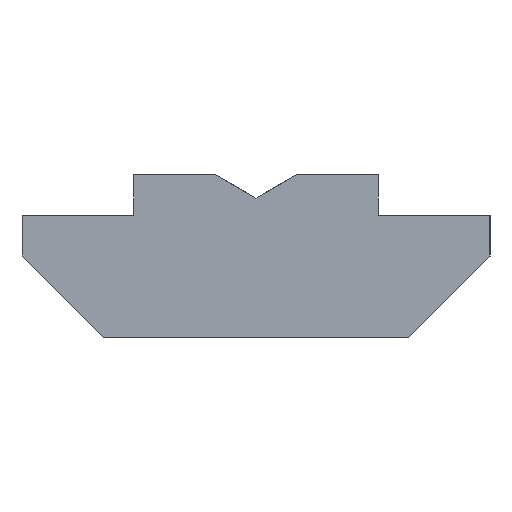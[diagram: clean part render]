
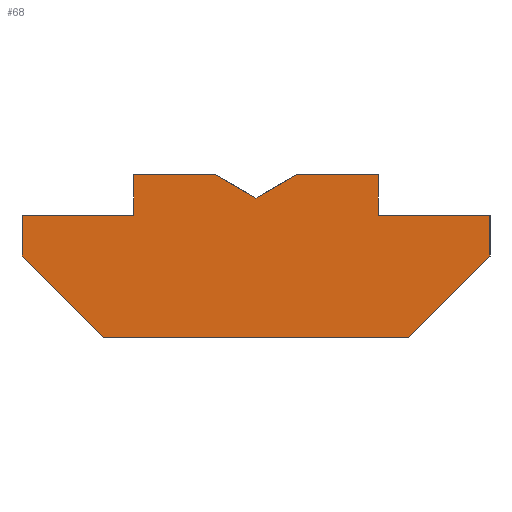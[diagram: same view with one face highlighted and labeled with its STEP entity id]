
A CAD part, left-side view. The second image highlights one B-rep face of the part: STEP entity #68.
In plain terms, the highlighted planar face has unit normal (-1, 0, 0).
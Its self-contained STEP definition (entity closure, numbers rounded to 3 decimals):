
#68=ADVANCED_FACE('',(#151),#152,.F.);
#151=FACE_OUTER_BOUND('',#247,.T.);
#152=PLANE('',#248);
#247=EDGE_LOOP('',(#375,#376,#377,#378,#379,#380,#381,#382,#383,#384,#385,#386,#387));
#248=AXIS2_PLACEMENT_3D('',#388,#389,#390);
#375=ORIENTED_EDGE('',*,*,#627,.T.);
#376=ORIENTED_EDGE('',*,*,#628,.T.);
#377=ORIENTED_EDGE('',*,*,#629,.T.);
#378=ORIENTED_EDGE('',*,*,#630,.T.);
#379=ORIENTED_EDGE('',*,*,#631,.T.);
#380=ORIENTED_EDGE('',*,*,#632,.T.);
#381=ORIENTED_EDGE('',*,*,#633,.T.);
#382=ORIENTED_EDGE('',*,*,#634,.T.);
#383=ORIENTED_EDGE('',*,*,#635,.F.);
#384=ORIENTED_EDGE('',*,*,#636,.F.);
#385=ORIENTED_EDGE('',*,*,#637,.T.);
#386=ORIENTED_EDGE('',*,*,#638,.F.);
#387=ORIENTED_EDGE('',*,*,#639,.T.);
#388=CARTESIAN_POINT('',(-6.0,6.9,0.0));
#389=DIRECTION('',(1.0,0.0,0.0));
#390=DIRECTION('',(0.0,1.0,-0.0));
#627=EDGE_CURVE('',#760,#761,#762,.T.);
#628=EDGE_CURVE('',#761,#763,#764,.T.);
#629=EDGE_CURVE('',#763,#765,#766,.T.);
#630=EDGE_CURVE('',#765,#767,#768,.T.);
#631=EDGE_CURVE('',#767,#769,#770,.T.);
#632=EDGE_CURVE('',#769,#771,#772,.T.);
#633=EDGE_CURVE('',#771,#773,#774,.T.);
#634=EDGE_CURVE('',#773,#775,#776,.T.);
#635=EDGE_CURVE('',#777,#775,#778,.T.);
#636=EDGE_CURVE('',#779,#777,#780,.T.);
#637=EDGE_CURVE('',#779,#781,#782,.T.);
#638=EDGE_CURVE('',#783,#781,#784,.T.);
#639=EDGE_CURVE('',#783,#760,#785,.T.);
#760=VERTEX_POINT('',#934);
#761=VERTEX_POINT('',#935);
#762=LINE('',#936,#937);
#763=VERTEX_POINT('',#938);
#764=LINE('',#939,#940);
#765=VERTEX_POINT('',#941);
#766=LINE('',#942,#943);
#767=VERTEX_POINT('',#944);
#768=LINE('',#945,#946);
#769=VERTEX_POINT('',#947);
#770=LINE('',#948,#949);
#771=VERTEX_POINT('',#950);
#772=LINE('',#951,#952);
#773=VERTEX_POINT('',#953);
#774=LINE('',#954,#955);
#775=VERTEX_POINT('',#956);
#776=LINE('',#957,#958);
#777=VERTEX_POINT('',#959);
#778=LINE('',#960,#961);
#779=VERTEX_POINT('',#962);
#780=LINE('',#963,#964);
#781=VERTEX_POINT('',#965);
#782=LINE('',#966,#967);
#783=VERTEX_POINT('',#968);
#784=LINE('',#969,#970);
#785=LINE('',#971,#972);
#934=CARTESIAN_POINT('',(-6.0,3.0,-1.0));
#935=CARTESIAN_POINT('',(-6.0,5.75,-1.0));
#936=CARTESIAN_POINT('',(-6.0,3.0,-1.0));
#937=VECTOR('',#1141,2.75);
#938=CARTESIAN_POINT('',(-6.0,5.75,-2.0));
#939=CARTESIAN_POINT('',(-6.0,5.75,-1.0));
#940=VECTOR('',#1142,1.0);
#941=CARTESIAN_POINT('',(-6.0,3.75,-4.0));
#942=CARTESIAN_POINT('',(-6.0,5.75,-2.0));
#943=VECTOR('',#1143,2.828);
#944=CARTESIAN_POINT('',(-6.0,-3.75,-4.0));
#945=CARTESIAN_POINT('',(-6.0,3.75,-4.0));
#946=VECTOR('',#1144,7.5);
#947=CARTESIAN_POINT('',(-6.0,-5.75,-2.0));
#948=CARTESIAN_POINT('',(-6.0,-3.75,-4.0));
#949=VECTOR('',#1145,2.828);
#950=CARTESIAN_POINT('',(-6.0,-5.75,-1.0));
#951=CARTESIAN_POINT('',(-6.0,-5.75,-2.0));
#952=VECTOR('',#1146,1.0);
#953=CARTESIAN_POINT('',(-6.0,-3.0,-1.0));
#954=CARTESIAN_POINT('',(-6.0,-5.75,-1.0));
#955=VECTOR('',#1147,2.75);
#956=CARTESIAN_POINT('',(-6.0,-3.0,0.0));
#957=CARTESIAN_POINT('',(-6.0,-3.0,-1.0));
#958=VECTOR('',#1148,1.0);
#959=CARTESIAN_POINT('',(-6.0,-1.0,0.0));
#960=CARTESIAN_POINT('',(-6.0,-1.0,0.0));
#961=VECTOR('',#1149,2.0);
#962=CARTESIAN_POINT('',(-6.0,0.,-0.577));
#963=CARTESIAN_POINT('',(-6.0,0.,-0.577));
#964=VECTOR('',#1150,1.155);
#965=CARTESIAN_POINT('',(-6.0,1.0,0.0));
#966=CARTESIAN_POINT('',(-6.0,0.,-0.577));
#967=VECTOR('',#1151,1.155);
#968=CARTESIAN_POINT('',(-6.0,3.0,0.0));
#969=CARTESIAN_POINT('',(-6.0,3.0,0.0));
#970=VECTOR('',#1152,2.0);
#971=CARTESIAN_POINT('',(-6.0,3.0,0.0));
#972=VECTOR('',#1153,1.0);
#1141=DIRECTION('',(0.0,1.0,0.0));
#1142=DIRECTION('',(0.0,0.0,-1.0));
#1143=DIRECTION('',(0.0,-0.707,-0.707));
#1144=DIRECTION('',(0.0,-1.0,0.0));
#1145=DIRECTION('',(0.0,-0.707,0.707));
#1146=DIRECTION('',(0.0,0.0,1.0));
#1147=DIRECTION('',(0.0,1.0,0.0));
#1148=DIRECTION('',(0.0,0.0,1.0));
#1149=DIRECTION('',(0.0,-1.0,0.0));
#1150=DIRECTION('',(0.0,-0.866,0.5));
#1151=DIRECTION('',(0.0,0.866,0.5));
#1152=DIRECTION('',(0.0,-1.0,0.0));
#1153=DIRECTION('',(0.0,0.0,-1.0));
